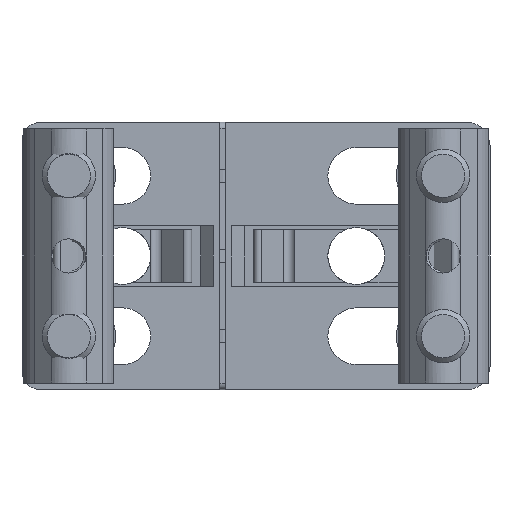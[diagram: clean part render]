
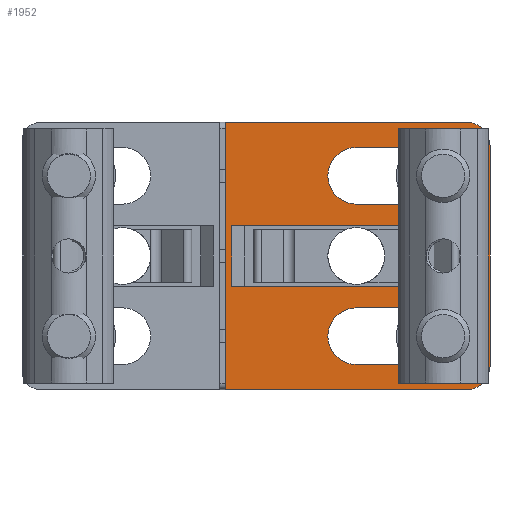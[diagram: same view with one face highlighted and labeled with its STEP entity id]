
A CAD part, front view. The second image highlights one B-rep face of the part: STEP entity #1952.
In plain terms, the highlighted planar face has unit normal (0, -1, 0).
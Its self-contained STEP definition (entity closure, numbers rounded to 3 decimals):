
#1204=CARTESIAN_POINT('',(33.0,-10.,36.25));
#1205=VERTEX_POINT('',#1204);
#1212=CARTESIAN_POINT('',(20.0,-10.,36.25));
#1213=VERTEX_POINT('',#1212);
#1214=CARTESIAN_POINT('',(20.,-10.,36.25));
#1215=DIRECTION('',(1.0,0.0,0.0));
#1216=VECTOR('',#1215,13.);
#1217=LINE('',#1214,#1216);
#1218=EDGE_CURVE('',#1213,#1205,#1217,.T.);
#1236=CARTESIAN_POINT('',(20.0,-10.,27.75));
#1237=VERTEX_POINT('',#1236);
#1238=CARTESIAN_POINT('',(20.0,-10.,32.0));
#1239=DIRECTION('',(0.0,1.0,0.0));
#1240=DIRECTION('',(0.0,0.0,1.0));
#1241=AXIS2_PLACEMENT_3D('',#1238,#1239,#1240);
#1242=CIRCLE('',#1241,4.25);
#1243=EDGE_CURVE('',#1237,#1213,#1242,.T.);
#1261=CARTESIAN_POINT('',(33.0,-10.,27.75));
#1262=VERTEX_POINT('',#1261);
#1263=CARTESIAN_POINT('',(33.0,-10.,27.75));
#1264=DIRECTION('',(-1.0,0.0,0.0));
#1265=VECTOR('',#1264,13.0);
#1266=LINE('',#1263,#1265);
#1267=EDGE_CURVE('',#1262,#1237,#1266,.T.);
#1285=CARTESIAN_POINT('',(33.0,-10.,32.0));
#1286=DIRECTION('',(0.0,1.0,0.0));
#1287=DIRECTION('',(0.0,0.0,-1.0));
#1288=AXIS2_PLACEMENT_3D('',#1285,#1286,#1287);
#1289=CIRCLE('',#1288,4.25);
#1290=EDGE_CURVE('',#1205,#1262,#1289,.T.);
#1321=CARTESIAN_POINT('',(33.0,-10.,12.25));
#1322=VERTEX_POINT('',#1321);
#1329=CARTESIAN_POINT('',(20.,-10.,12.25));
#1330=VERTEX_POINT('',#1329);
#1331=CARTESIAN_POINT('',(20.0,-10.,12.25));
#1332=DIRECTION('',(1.0,0.0,0.0));
#1333=VECTOR('',#1332,13.0);
#1334=LINE('',#1331,#1333);
#1335=EDGE_CURVE('',#1330,#1322,#1334,.T.);
#1353=CARTESIAN_POINT('',(20.0,-10.,3.75));
#1354=VERTEX_POINT('',#1353);
#1355=CARTESIAN_POINT('',(20.0,-10.,8.));
#1356=DIRECTION('',(0.0,1.0,0.0));
#1357=DIRECTION('',(0.0,0.0,1.0));
#1358=AXIS2_PLACEMENT_3D('',#1355,#1356,#1357);
#1359=CIRCLE('',#1358,4.25);
#1360=EDGE_CURVE('',#1354,#1330,#1359,.T.);
#1378=CARTESIAN_POINT('',(33.,-10.,3.75));
#1379=VERTEX_POINT('',#1378);
#1380=CARTESIAN_POINT('',(33.,-10.,3.75));
#1381=DIRECTION('',(-1.0,0.0,0.0));
#1382=VECTOR('',#1381,13.);
#1383=LINE('',#1380,#1382);
#1384=EDGE_CURVE('',#1379,#1354,#1383,.T.);
#1402=CARTESIAN_POINT('',(33.0,-10.,8.));
#1403=DIRECTION('',(0.0,1.0,0.0));
#1404=DIRECTION('',(0.0,0.0,-1.0));
#1405=AXIS2_PLACEMENT_3D('',#1402,#1403,#1404);
#1406=CIRCLE('',#1405,4.25);
#1407=EDGE_CURVE('',#1322,#1379,#1406,.T.);
#1418=CARTESIAN_POINT('',(1.4,-10.,24.5));
#1419=VERTEX_POINT('',#1418);
#1427=CARTESIAN_POINT('',(39.4,-10.,24.5));
#1428=VERTEX_POINT('',#1427);
#1435=CARTESIAN_POINT('',(1.4,-10.,24.5));
#1436=DIRECTION('',(1.0,0.0,0.0));
#1437=VECTOR('',#1436,38.0);
#1438=LINE('',#1435,#1437);
#1439=EDGE_CURVE('',#1419,#1428,#1438,.T.);
#1449=CARTESIAN_POINT('',(39.4,-10.,15.5));
#1450=VERTEX_POINT('',#1449);
#1457=CARTESIAN_POINT('',(39.4,-10.,24.5));
#1458=DIRECTION('',(0.0,0.0,-1.0));
#1459=VECTOR('',#1458,9.);
#1460=LINE('',#1457,#1459);
#1461=EDGE_CURVE('',#1428,#1450,#1460,.T.);
#1473=CARTESIAN_POINT('',(1.4,-10.,15.5));
#1474=VERTEX_POINT('',#1473);
#1483=CARTESIAN_POINT('',(1.4,-10.,15.5));
#1484=DIRECTION('',(0.0,0.0,1.0));
#1485=VECTOR('',#1484,9.);
#1486=LINE('',#1483,#1485);
#1487=EDGE_CURVE('',#1474,#1419,#1486,.T.);
#1497=CARTESIAN_POINT('',(39.4,-10.,15.5));
#1498=DIRECTION('',(-1.0,0.0,0.0));
#1499=VECTOR('',#1498,38.0);
#1500=LINE('',#1497,#1499);
#1501=EDGE_CURVE('',#1450,#1474,#1500,.T.);
#1655=CARTESIAN_POINT('',(36.5,-10.,0.0));
#1656=VERTEX_POINT('',#1655);
#1663=CARTESIAN_POINT('',(0.4,-10.,0.0));
#1664=VERTEX_POINT('',#1663);
#1665=CARTESIAN_POINT('',(0.4,-10.,0.0));
#1666=DIRECTION('',(1.0,0.0,0.0));
#1667=VECTOR('',#1666,36.1);
#1668=LINE('',#1665,#1667);
#1669=EDGE_CURVE('',#1664,#1656,#1668,.T.);
#1687=CARTESIAN_POINT('',(40.0,-10.,3.5));
#1688=VERTEX_POINT('',#1687);
#1695=CARTESIAN_POINT('',(36.5,-10.,3.5));
#1696=DIRECTION('',(0.0,1.0,0.0));
#1697=DIRECTION('',(0.707,0.0,-0.707));
#1698=AXIS2_PLACEMENT_3D('',#1695,#1696,#1697);
#1699=CIRCLE('',#1698,3.5);
#1700=EDGE_CURVE('',#1688,#1656,#1699,.T.);
#1712=CARTESIAN_POINT('',(40.0,-10.,36.5));
#1713=VERTEX_POINT('',#1712);
#1720=CARTESIAN_POINT('',(40.0,-10.,3.5));
#1721=DIRECTION('',(0.0,0.0,1.0));
#1722=VECTOR('',#1721,33.0);
#1723=LINE('',#1720,#1722);
#1724=EDGE_CURVE('',#1688,#1713,#1723,.T.);
#1736=CARTESIAN_POINT('',(36.5,-10.,40.0));
#1737=VERTEX_POINT('',#1736);
#1744=CARTESIAN_POINT('',(36.5,-10.,36.5));
#1745=DIRECTION('',(0.0,1.0,0.0));
#1746=DIRECTION('',(0.707,0.0,0.707));
#1747=AXIS2_PLACEMENT_3D('',#1744,#1745,#1746);
#1748=CIRCLE('',#1747,3.5);
#1749=EDGE_CURVE('',#1737,#1713,#1748,.T.);
#1760=CARTESIAN_POINT('',(0.4,-10.,40.0));
#1761=VERTEX_POINT('',#1760);
#1768=CARTESIAN_POINT('',(36.5,-10.,40.0));
#1769=DIRECTION('',(-1.0,0.0,0.0));
#1770=VECTOR('',#1769,36.1);
#1771=LINE('',#1768,#1770);
#1772=EDGE_CURVE('',#1737,#1761,#1771,.T.);
#1826=CARTESIAN_POINT('',(0.4,-10.,0.0));
#1827=DIRECTION('',(0.0,0.0,1.0));
#1828=VECTOR('',#1827,40.0);
#1829=LINE('',#1826,#1828);
#1830=EDGE_CURVE('',#1664,#1761,#1829,.T.);
#1921=CARTESIAN_POINT('',(40.0,-10.,0.0));
#1922=DIRECTION('',(0.0,-1.0,0.0));
#1923=DIRECTION('',(0.0,0.0,-1.0));
#1924=AXIS2_PLACEMENT_3D('',#1921,#1922,#1923);
#1925=PLANE('',#1924);
#1926=ORIENTED_EDGE('',*,*,#1700,.F.);
#1927=ORIENTED_EDGE('',*,*,#1724,.T.);
#1928=ORIENTED_EDGE('',*,*,#1749,.F.);
#1929=ORIENTED_EDGE('',*,*,#1772,.T.);
#1930=ORIENTED_EDGE('',*,*,#1830,.F.);
#1931=ORIENTED_EDGE('',*,*,#1669,.T.);
#1932=EDGE_LOOP('',(#1926,#1927,#1928,#1929,#1930,#1931));
#1933=FACE_OUTER_BOUND('',#1932,.T.);
#1934=ORIENTED_EDGE('',*,*,#1267,.T.);
#1935=ORIENTED_EDGE('',*,*,#1243,.T.);
#1936=ORIENTED_EDGE('',*,*,#1218,.T.);
#1937=ORIENTED_EDGE('',*,*,#1290,.T.);
#1938=EDGE_LOOP('',(#1934,#1935,#1936,#1937));
#1939=FACE_BOUND('',#1938,.T.);
#1940=ORIENTED_EDGE('',*,*,#1384,.T.);
#1941=ORIENTED_EDGE('',*,*,#1360,.T.);
#1942=ORIENTED_EDGE('',*,*,#1335,.T.);
#1943=ORIENTED_EDGE('',*,*,#1407,.T.);
#1944=EDGE_LOOP('',(#1940,#1941,#1942,#1943));
#1945=FACE_BOUND('',#1944,.T.);
#1946=ORIENTED_EDGE('',*,*,#1439,.T.);
#1947=ORIENTED_EDGE('',*,*,#1461,.T.);
#1948=ORIENTED_EDGE('',*,*,#1501,.T.);
#1949=ORIENTED_EDGE('',*,*,#1487,.T.);
#1950=EDGE_LOOP('',(#1946,#1947,#1948,#1949));
#1951=FACE_BOUND('',#1950,.T.);
#1952=ADVANCED_FACE('',(#1933,#1939,#1945,#1951),#1925,.T.);
